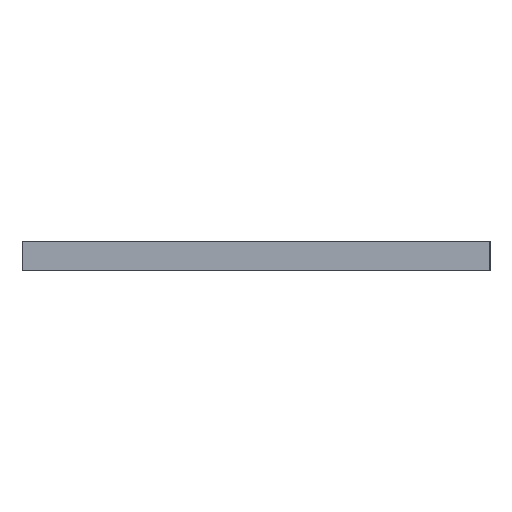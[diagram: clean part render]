
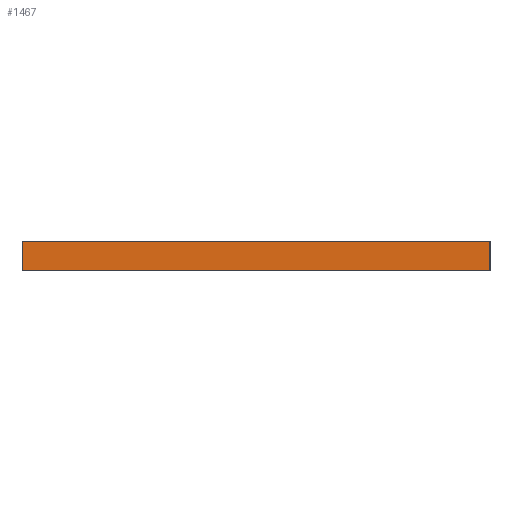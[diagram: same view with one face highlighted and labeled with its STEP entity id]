
A CAD part, left-side view. The second image highlights one B-rep face of the part: STEP entity #1467.
In plain terms, the highlighted planar face has unit normal (-1, 0, 0).
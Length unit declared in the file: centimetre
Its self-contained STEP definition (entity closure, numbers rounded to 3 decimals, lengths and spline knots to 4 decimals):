
#104=VERTEX_POINT('',#1872);
#107=VERTEX_POINT('',#1877);
#126=VERTEX_POINT('',#1935);
#127=VERTEX_POINT('',#1937);
#243=VECTOR('',#1600,1.);
#272=VECTOR('',#1639,1.);
#274=VECTOR('',#1642,1.);
#275=VECTOR('',#1643,1.);
#447=LINE('',#1878,#243);
#476=LINE('',#1936,#272);
#478=LINE('',#1940,#274);
#479=LINE('',#1941,#275);
#651=EDGE_CURVE('',#107,#104,#447,.T.);
#680=EDGE_CURVE('',#127,#126,#476,.T.);
#682=EDGE_CURVE('',#126,#104,#478,.T.);
#683=EDGE_CURVE('',#127,#107,#479,.T.);
#896=ORIENTED_EDGE('',*,*,#682,.T.);
#897=ORIENTED_EDGE('',*,*,#651,.F.);
#898=ORIENTED_EDGE('',*,*,#683,.F.);
#899=ORIENTED_EDGE('',*,*,#680,.T.);
#1271=EDGE_LOOP('',(#896,#897,#898,#899));
#1369=FACE_BOUND('',#1271,.T.);
#1467=ADVANCED_FACE('',(#1369),#2291,.T.);
#1537=AXIS2_PLACEMENT_3D('',#1939,#1641,$);
#1600=DIRECTION('',(0.,0.,1.));
#1639=DIRECTION('',(0.,0.,1.));
#1641=DIRECTION('',(-1.,0.,0.));
#1642=DIRECTION('',(0.,1.,0.));
#1643=DIRECTION('',(0.,1.,0.));
#1872=CARTESIAN_POINT('',(0.,1.905,0.1194));
#1877=CARTESIAN_POINT('',(0.,1.905,0.));
#1878=CARTESIAN_POINT('',(0.,1.905,0.));
#1935=CARTESIAN_POINT('',(0.,0.,0.1194));
#1936=CARTESIAN_POINT('',(0.,0.,0.));
#1937=CARTESIAN_POINT('',(0.,0.,0.));
#1939=CARTESIAN_POINT('',(0.,0.9525,0.));
#1940=CARTESIAN_POINT('',(0.,0.,0.1194));
#1941=CARTESIAN_POINT('',(0.,0.,0.));
#2291=PLANE('',#1537);
